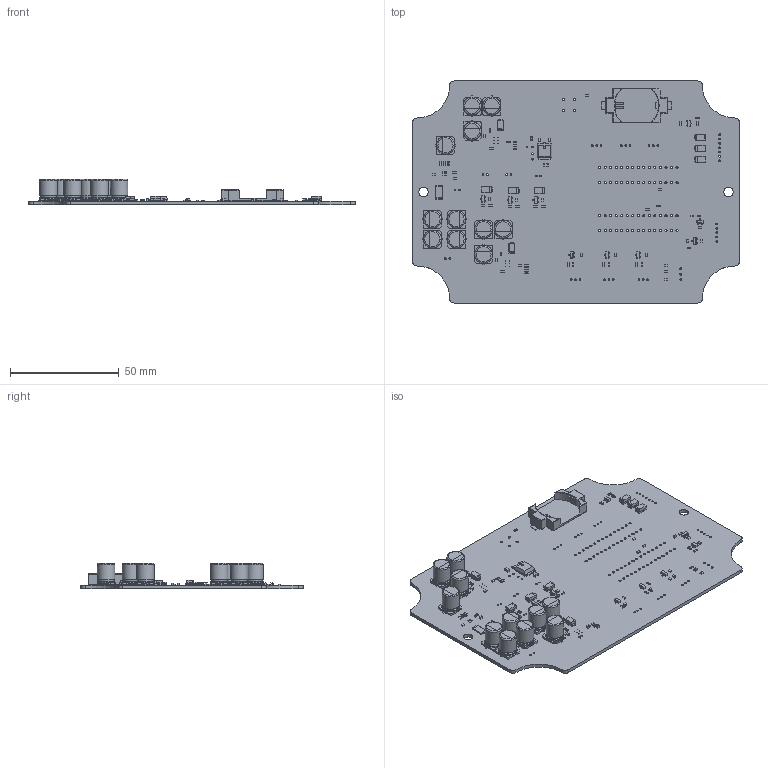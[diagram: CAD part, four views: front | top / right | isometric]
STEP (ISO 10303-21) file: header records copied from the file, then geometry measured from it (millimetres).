
FILE_DESCRIPTION(('KiCad electronic assembly'),'2;1');
FILE_NAME('trap-pcb.step','2020-11-08T11:31:27',('An Author'),( 'A Company'),'Open CASCADE STEP processor 6.9', 'KiCad to STEP converter','Unknown');
FILE_SCHEMA(('AUTOMOTIVE_DESIGN { 1 0 10303 214 1 1 1 1 }'));
Length unit declared in the file: millimetre
Products named in the file (22): Open CASCADE STEP translator 6.9 1; TO-252-2; SOLID; R_0603_1608Metric; SOT-23; D_SMA; LED_0603_1608Metric; BatteryHolder_Keystone_1060_1x2032; CP_Elec_8x10; C_0603_1608Metric; C_0805_2012Metric; R_2512_6332Metric; COMPOUND
Assembly tree (98 placements, depth 3):
  Open CASCADE STEP translator 6.9 1
    TO-252-2
      SOLID
    R_0603_1608Metric  x31
      SOLID
    SOT-23  x9
      SOLID
    D_SMA  x8
      SOLID
    LED_0603_1608Metric  x10
      SOLID
    BatteryHolder_Keystone_1060_1x2032
      SOLID
    CP_Elec_8x10  x11
      SOLID
    C_0603_1608Metric  x13
      SOLID
    C_0805_2012Metric  x2
      SOLID
    R_2512_6332Metric
      SOLID
    COMPOUND
Bounding box: 150 x 102 x 11.65 mm (x, y, z)
Volume: 29509.2 mm3; surface area: 37079.1 mm2
Topology: 88 solids, 88 shells, 3541 faces, 9096 edges, 5798 vertices
Faces by surface type: plane 2179, cylinder 959, bspline 345, torus 47, revolution 11
Full cylindrical faces by diameter (mm): 0.2 x21, 0.75 x40, 0.8 x4, 0.889 x3, 1 x61, 1.1 x4, 4.3 x2, 8 x22
Entity records: 50120 total; most frequent: CARTESIAN_POINT 11685, DIRECTION 6451, LINE 3888, VECTOR 3888, ORIENTED_EDGE 3422, PCURVE 3422, DEFINITIONAL_REPRESENTATION 3422, EDGE_CURVE 1711
